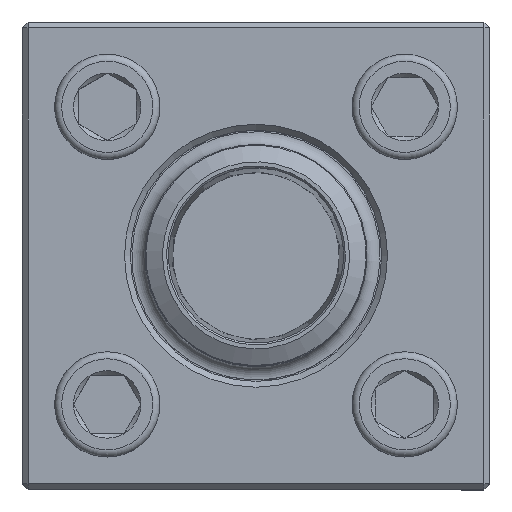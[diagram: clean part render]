
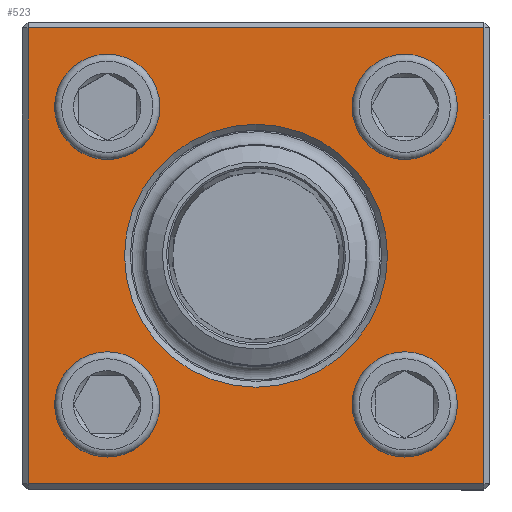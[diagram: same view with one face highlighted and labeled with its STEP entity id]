
A CAD part, top view. The second image highlights one B-rep face of the part: STEP entity #523.
In plain terms, the highlighted planar face has unit normal (0, 0, 1).
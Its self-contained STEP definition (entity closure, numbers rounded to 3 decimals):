
#307=FACE_BOUND('',#754,.T.);
#308=FACE_BOUND('',#755,.T.);
#309=FACE_BOUND('',#756,.T.);
#310=FACE_BOUND('',#757,.T.);
#311=FACE_BOUND('',#758,.T.);
#312=FACE_BOUND('',#759,.T.);
#434=CIRCLE('',#1738,22.5);
#435=CIRCLE('',#1739,7.);
#436=CIRCLE('',#1740,7.);
#437=CIRCLE('',#1741,7.);
#438=CIRCLE('',#1742,7.);
#523=ADVANCED_FACE('',(#307,#308,#309,#310,#311,#312),#643,.F.);
#643=PLANE('',#1743);
#754=EDGE_LOOP('',(#950));
#755=EDGE_LOOP('',(#951,#952,#953,#954));
#756=EDGE_LOOP('',(#955));
#757=EDGE_LOOP('',(#956));
#758=EDGE_LOOP('',(#957));
#759=EDGE_LOOP('',(#958));
#950=ORIENTED_EDGE('',*,*,#1436,.T.);
#951=ORIENTED_EDGE('',*,*,#1437,.T.);
#952=ORIENTED_EDGE('',*,*,#1438,.T.);
#953=ORIENTED_EDGE('',*,*,#1439,.T.);
#954=ORIENTED_EDGE('',*,*,#1440,.T.);
#955=ORIENTED_EDGE('',*,*,#1441,.T.);
#956=ORIENTED_EDGE('',*,*,#1442,.T.);
#957=ORIENTED_EDGE('',*,*,#1443,.T.);
#958=ORIENTED_EDGE('',*,*,#1444,.T.);
#1312=VERTEX_POINT('',#2494);
#1313=VERTEX_POINT('',#2496);
#1314=VERTEX_POINT('',#2497);
#1315=VERTEX_POINT('',#2499);
#1316=VERTEX_POINT('',#2501);
#1317=VERTEX_POINT('',#2504);
#1318=VERTEX_POINT('',#2506);
#1319=VERTEX_POINT('',#2508);
#1320=VERTEX_POINT('',#2510);
#1436=EDGE_CURVE('',#1312,#1312,#434,.T.);
#1437=EDGE_CURVE('',#1313,#1314,#1617,.T.);
#1438=EDGE_CURVE('',#1314,#1315,#1618,.T.);
#1439=EDGE_CURVE('',#1315,#1316,#1619,.T.);
#1440=EDGE_CURVE('',#1316,#1313,#1620,.T.);
#1441=EDGE_CURVE('',#1317,#1317,#435,.T.);
#1442=EDGE_CURVE('',#1318,#1318,#436,.T.);
#1443=EDGE_CURVE('',#1319,#1319,#437,.T.);
#1444=EDGE_CURVE('',#1320,#1320,#438,.T.);
#1617=LINE('',#2495,#1683);
#1618=LINE('',#2498,#1684);
#1619=LINE('',#2500,#1685);
#1620=LINE('',#2502,#1686);
#1683=VECTOR('',#1980,1.);
#1684=VECTOR('',#1981,1.);
#1685=VECTOR('',#1982,1.);
#1686=VECTOR('',#1983,1.);
#1738=AXIS2_PLACEMENT_3D('',#2493,#1978,#1979);
#1739=AXIS2_PLACEMENT_3D('',#2503,#1984,#1985);
#1740=AXIS2_PLACEMENT_3D('',#2505,#1986,#1987);
#1741=AXIS2_PLACEMENT_3D('',#2507,#1988,#1989);
#1742=AXIS2_PLACEMENT_3D('',#2509,#1990,#1991);
#1743=AXIS2_PLACEMENT_3D('',#2511,#1992,#1993);
#1978=DIRECTION('',(0.,0.,-1.));
#1979=DIRECTION('',(-1.,0.,0.));
#1980=DIRECTION('',(-1.,0.,0.));
#1981=DIRECTION('',(0.,-1.,0.));
#1982=DIRECTION('',(1.,0.,0.));
#1983=DIRECTION('',(0.,1.,0.));
#1984=DIRECTION('',(0.,0.,-1.));
#1985=DIRECTION('',(-1.,0.,0.));
#1986=DIRECTION('',(0.,0.,-1.));
#1987=DIRECTION('',(-1.,0.,0.));
#1988=DIRECTION('',(0.,0.,-1.));
#1989=DIRECTION('',(-1.,0.,0.));
#1990=DIRECTION('',(0.,0.,-1.));
#1991=DIRECTION('',(-1.,0.,0.));
#1992=DIRECTION('',(0.,0.,-1.));
#1993=DIRECTION('',(-1.,0.,0.));
#2493=CARTESIAN_POINT('',(0.,0.,24.));
#2494=CARTESIAN_POINT('',(-22.5,0.,24.));
#2495=CARTESIAN_POINT('',(-40.,39.,24.));
#2496=CARTESIAN_POINT('',(39.,39.,24.));
#2497=CARTESIAN_POINT('',(-39.,39.,24.));
#2498=CARTESIAN_POINT('',(-39.,-40.,24.));
#2499=CARTESIAN_POINT('',(-39.,-39.,24.));
#2500=CARTESIAN_POINT('',(40.,-39.,24.));
#2501=CARTESIAN_POINT('',(39.,-39.,24.));
#2502=CARTESIAN_POINT('',(39.,40.,24.));
#2503=CARTESIAN_POINT('',(-25.456,-25.456,24.));
#2504=CARTESIAN_POINT('',(-32.456,-25.456,24.));
#2505=CARTESIAN_POINT('',(-25.456,25.456,24.));
#2506=CARTESIAN_POINT('',(-32.456,25.456,24.));
#2507=CARTESIAN_POINT('',(25.456,25.456,24.));
#2508=CARTESIAN_POINT('',(18.456,25.456,24.));
#2509=CARTESIAN_POINT('',(25.456,-25.456,24.));
#2510=CARTESIAN_POINT('',(18.456,-25.456,24.));
#2511=CARTESIAN_POINT('',(0.,0.,24.));
